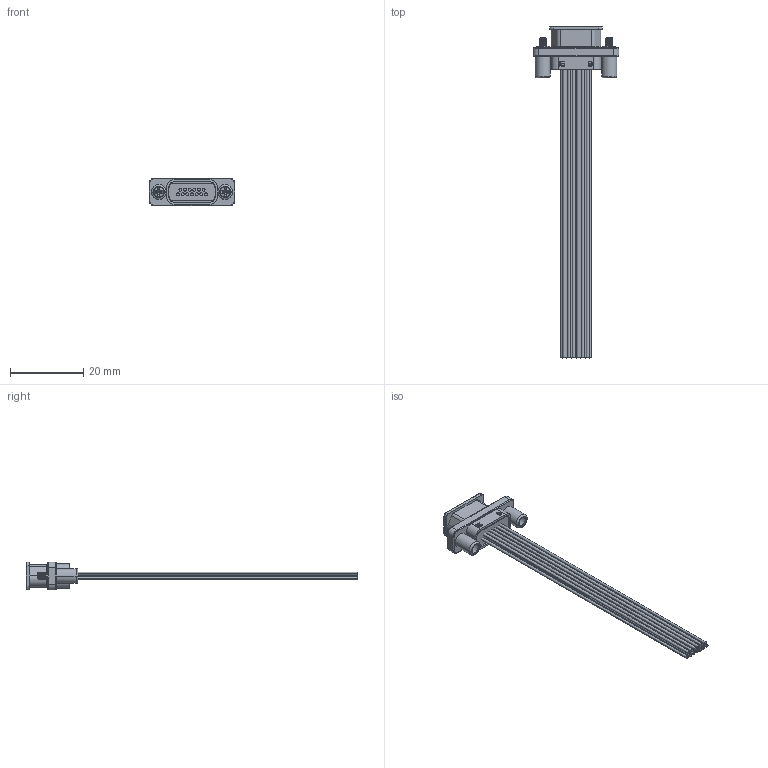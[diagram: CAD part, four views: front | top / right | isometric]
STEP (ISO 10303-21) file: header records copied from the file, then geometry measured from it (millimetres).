
FILE_DESCRIPTION((''),'2;1');
FILE_NAME('DB15_ASM','2023-08-16T',('tangyaping'),(''),'PRO/ENGINEER BY PARAMETRIC TECHNOLOGY CORPORATION, 2010280','PRO/ENGINEER BY PARAMETRIC TECHNOLOGY CORPORATION, 2010280','');
FILE_SCHEMA(('CONFIG_CONTROL_DESIGN'));
Length unit declared in the file: millimetre
Products named in the file (8): 1-1; 2-1; 3-1; LUOSISHELL; LUOS; MUZHEN; WIRE15; DB15_ASM
Assembly tree (9 placements, depth 2):
  DB15_ASM
    1-1
    2-1
    3-1
    LUOSISHELL  x2
    LUOS  x2
    MUZHEN
    WIRE15
Bounding box: 23.5 x 90.9 x 7.6 mm (x, y, z)
Volume: 1622.5 mm3; surface area: 5569.8 mm2
Topology: 35 solids, 35 shells, 716 faces, 1770 edges, 1152 vertices
Faces by surface type: plane 352, cylinder 280, bspline 44, torus 28, cone 8, sphere 4
Entity records: 22455 total; most frequent: CARTESIAN_POINT 7844, DIRECTION 2972, ORIENTED_EDGE 2960, EDGE_CURVE 1480, AXIS2_PLACEMENT_3D 1019, VERTEX_POINT 966, VECTOR 934, LINE 934
